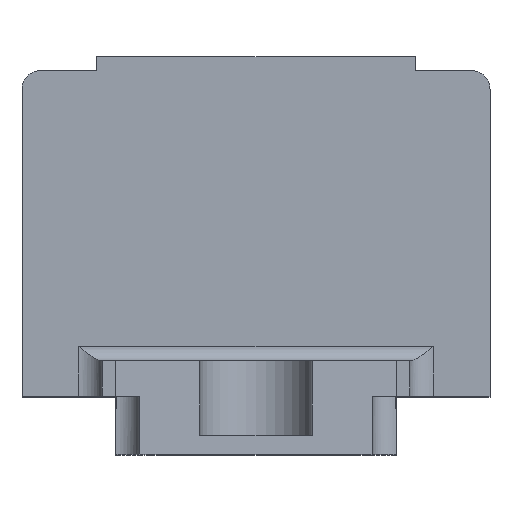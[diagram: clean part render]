
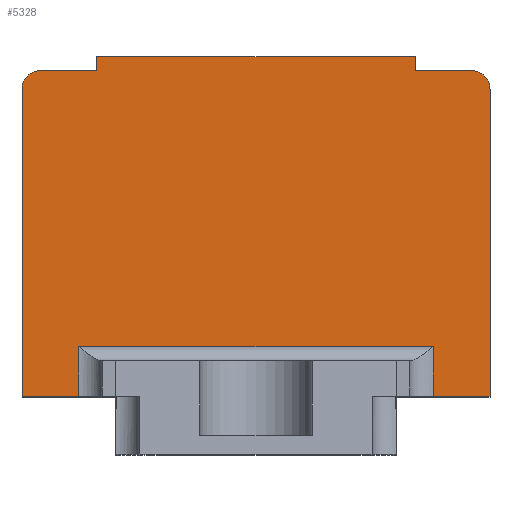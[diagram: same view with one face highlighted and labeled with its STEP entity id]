
A CAD part, top view. The second image highlights one B-rep face of the part: STEP entity #5328.
In plain terms, the highlighted planar face has unit normal (0, 0, 1).
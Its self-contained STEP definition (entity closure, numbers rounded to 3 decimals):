
#395=DIRECTION('',(0.,-1.,0.));
#396=VECTOR('',#395,5.3);
#397=CARTESIAN_POINT('',(-18.913,11.5,72.1));
#398=LINE('',#397,#396);
#413=DIRECTION('',(1.,0.,0.));
#414=VECTOR('',#413,6.);
#415=CARTESIAN_POINT('',(-23.,41.,72.1));
#416=LINE('',#415,#414);
#417=DIRECTION('',(0.,1.,0.));
#418=VECTOR('',#417,1.5);
#419=CARTESIAN_POINT('',(-17.,41.,72.1));
#420=LINE('',#419,#418);
#421=DIRECTION('',(1.,0.,0.));
#422=VECTOR('',#421,34.);
#423=CARTESIAN_POINT('',(-17.,42.5,72.1));
#424=LINE('',#423,#422);
#425=DIRECTION('',(0.,-1.,0.));
#426=VECTOR('',#425,1.5);
#427=CARTESIAN_POINT('',(17.,42.5,72.1));
#428=LINE('',#427,#426);
#429=DIRECTION('',(1.,0.,0.));
#430=VECTOR('',#429,6.);
#431=CARTESIAN_POINT('',(17.,41.,72.1));
#432=LINE('',#431,#430);
#433=DIRECTION('',(0.,-1.,0.));
#434=VECTOR('',#433,32.8);
#435=CARTESIAN_POINT('',(25.,39.,72.1));
#436=LINE('',#435,#434);
#437=DIRECTION('',(-1.,0.,0.));
#438=VECTOR('',#437,6.087);
#439=CARTESIAN_POINT('',(25.,6.2,72.1));
#440=LINE('',#439,#438);
#441=DIRECTION('',(-1.,0.,0.));
#442=VECTOR('',#441,6.087);
#443=CARTESIAN_POINT('',(-18.913,6.2,72.1));
#444=LINE('',#443,#442);
#445=DIRECTION('',(0.,1.,0.));
#446=VECTOR('',#445,32.8);
#447=CARTESIAN_POINT('',(-25.,6.2,72.1));
#448=LINE('',#447,#446);
#453=CARTESIAN_POINT('',(-23.,39.,72.1));
#454=DIRECTION('',(0.,0.,1.));
#455=DIRECTION('',(0.,1.,0.));
#456=AXIS2_PLACEMENT_3D('',#453,#454,#455);
#3201=CARTESIAN_POINT('',(23.,39.,72.1));
#3202=DIRECTION('',(0.,0.,1.));
#3203=DIRECTION('',(1.,0.,0.));
#3204=AXIS2_PLACEMENT_3D('',#3201,#3202,#3203);
#3235=DIRECTION('',(0.,-1.,0.));
#3236=VECTOR('',#3235,5.3);
#3237=CARTESIAN_POINT('',(18.913,11.5,72.1));
#3238=LINE('',#3237,#3236);
#3295=DIRECTION('',(1.,0.,0.));
#3296=VECTOR('',#3295,37.825);
#3297=CARTESIAN_POINT('',(-18.913,11.5,72.1));
#3298=LINE('',#3297,#3296);
#3901=CARTESIAN_POINT('',(-17.,41.,72.1));
#3902=CARTESIAN_POINT('',(-17.,42.5,72.1));
#3903=VERTEX_POINT('',#3901);
#3904=VERTEX_POINT('',#3902);
#3905=CARTESIAN_POINT('',(17.,42.5,72.1));
#3906=VERTEX_POINT('',#3905);
#3907=CARTESIAN_POINT('',(17.,41.,72.1));
#3908=VERTEX_POINT('',#3907);
#3917=CARTESIAN_POINT('',(25.,6.2,72.1));
#3919=VERTEX_POINT('',#3917);
#3921=CARTESIAN_POINT('',(-25.,6.2,72.1));
#3923=VERTEX_POINT('',#3921);
#3993=CARTESIAN_POINT('',(18.913,6.2,72.1));
#3994=VERTEX_POINT('',#3993);
#3999=CARTESIAN_POINT('',(-18.913,6.2,72.1));
#4000=VERTEX_POINT('',#3999);
#4005=CARTESIAN_POINT('',(-18.913,11.5,72.1));
#4006=CARTESIAN_POINT('',(18.913,11.5,72.1));
#4007=VERTEX_POINT('',#4005);
#4008=VERTEX_POINT('',#4006);
#4170=CARTESIAN_POINT('',(-23.,41.,72.1));
#4172=VERTEX_POINT('',#4170);
#4173=CARTESIAN_POINT('',(-25.,39.,72.1));
#4174=VERTEX_POINT('',#4173);
#4178=CARTESIAN_POINT('',(25.,39.,72.1));
#4180=VERTEX_POINT('',#4178);
#4181=CARTESIAN_POINT('',(23.,41.,72.1));
#4182=VERTEX_POINT('',#4181);
#5296=CARTESIAN_POINT('',(0.,0.,72.1));
#5297=DIRECTION('',(0.,0.,-1.));
#5298=DIRECTION('',(-1.,0.,0.));
#5299=AXIS2_PLACEMENT_3D('',#5296,#5297,#5298);
#5300=PLANE('',#5299);
#5302=ORIENTED_EDGE('',*,*,#5301,.F.);
#5304=ORIENTED_EDGE('',*,*,#5303,.T.);
#5306=ORIENTED_EDGE('',*,*,#5305,.T.);
#5308=ORIENTED_EDGE('',*,*,#5307,.T.);
#5310=ORIENTED_EDGE('',*,*,#5309,.T.);
#5312=ORIENTED_EDGE('',*,*,#5311,.T.);
#5314=ORIENTED_EDGE('',*,*,#5313,.F.);
#5316=ORIENTED_EDGE('',*,*,#5315,.T.);
#5317=ORIENTED_EDGE('',*,*,#4940,.T.);
#5319=ORIENTED_EDGE('',*,*,#5318,.F.);
#5321=ORIENTED_EDGE('',*,*,#5320,.F.);
#5322=ORIENTED_EDGE('',*,*,#5286,.T.);
#5323=ORIENTED_EDGE('',*,*,#5203,.T.);
#5325=ORIENTED_EDGE('',*,*,#5324,.T.);
#5326=EDGE_LOOP('',(#5302,#5304,#5306,#5308,#5310,#5312,#5314,#5316,#5317,#5319,
#5321,#5322,#5323,#5325));
#5327=FACE_OUTER_BOUND('',#5326,.F.);
#5328=ADVANCED_FACE('',(#5327),#5300,.F.);
#457=CIRCLE('',#456,2.);
#3205=CIRCLE('',#3204,2.);
#4940=EDGE_CURVE('',#3919,#3994,#440,.T.);
#5203=EDGE_CURVE('',#4000,#3923,#444,.T.);
#5286=EDGE_CURVE('',#4007,#4000,#398,.T.);
#5301=EDGE_CURVE('',#4172,#4174,#457,.T.);
#5303=EDGE_CURVE('',#4172,#3903,#416,.T.);
#5305=EDGE_CURVE('',#3903,#3904,#420,.T.);
#5307=EDGE_CURVE('',#3904,#3906,#424,.T.);
#5309=EDGE_CURVE('',#3906,#3908,#428,.T.);
#5311=EDGE_CURVE('',#3908,#4182,#432,.T.);
#5313=EDGE_CURVE('',#4180,#4182,#3205,.T.);
#5315=EDGE_CURVE('',#4180,#3919,#436,.T.);
#5318=EDGE_CURVE('',#4008,#3994,#3238,.T.);
#5320=EDGE_CURVE('',#4007,#4008,#3298,.T.);
#5324=EDGE_CURVE('',#3923,#4174,#448,.T.);
